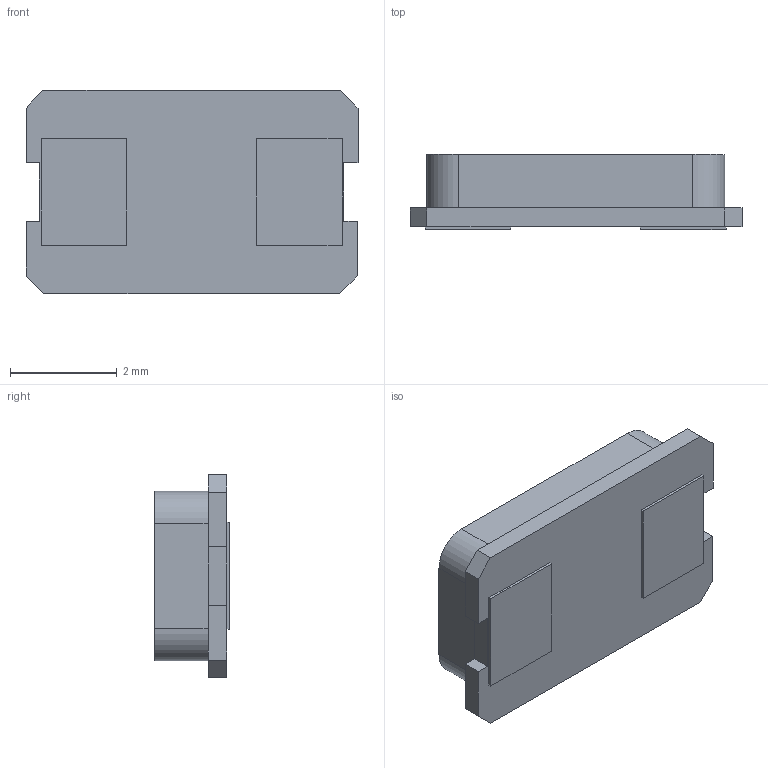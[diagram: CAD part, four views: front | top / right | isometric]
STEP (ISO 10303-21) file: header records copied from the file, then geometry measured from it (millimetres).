
FILE_DESCRIPTION (( 'STEP AP214' ), '1' );
FILE_NAME ('C908DF49-9383-4301-B935-99B9285834A9.STEP', '2023-02-03T15:19:46', ( '' ), ( '' ), 'SwSTEP 2.0', 'SolidWorks 2022', '' );
FILE_SCHEMA (( 'AUTOMOTIVE_DESIGN' ));
Length unit declared in the file: millimetre
Products named in the file (1): C908DF49-9383-4301-B935-99B9285834A9
Bounding box: 6.21 x 1.4 x 3.8 mm (x, y, z)
Volume: 25.7 mm3; surface area: 69.9 mm2
Topology: 1 solids, 1 shells, 320 faces, 855 edges, 570 vertices
Faces by surface type: plane 216, bspline 100, cylinder 4
Entity records: 17658 total; most frequent: CARTESIAN_POINT 7190, ORIENTED_EDGE 1710, DIRECTION 1105, EDGE_CURVE 855, VECTOR 647, LINE 647, VERTEX_POINT 570, EDGE_LOOP 353
